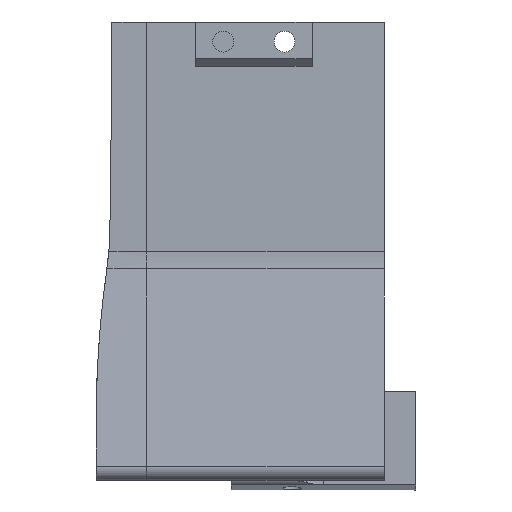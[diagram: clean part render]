
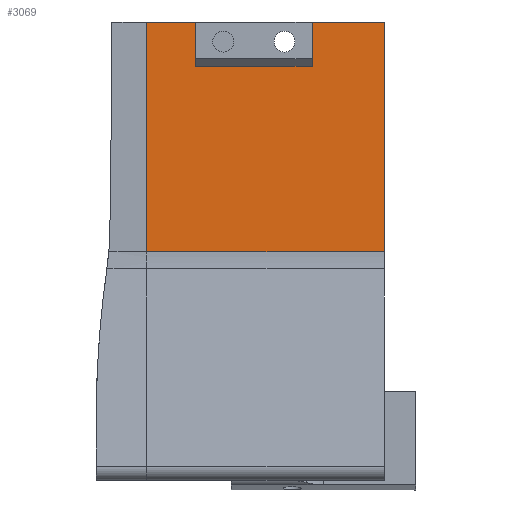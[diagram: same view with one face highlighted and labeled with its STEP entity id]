
A CAD part, top view. The second image highlights one B-rep face of the part: STEP entity #3069.
In plain terms, the highlighted face is planar.
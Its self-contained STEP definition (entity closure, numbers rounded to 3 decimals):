
#1045=PLANE('',#3258);
#1126=FACE_OUTER_BOUND('',#1238,.T.);
#1238=EDGE_LOOP('',(#2595,#2596,#2597,#2598,#2599,#2600,#2601,#2602));
#1408=LINE('',#4538,#1620);
#1410=LINE('',#4543,#1622);
#1414=LINE('',#4551,#1626);
#1425=LINE('',#4575,#1637);
#1426=LINE('',#4576,#1638);
#1427=LINE('',#4578,#1639);
#1428=LINE('',#4580,#1640);
#1429=LINE('',#4581,#1641);
#1620=VECTOR('',#3697,10.);
#1622=VECTOR('',#3703,10.);
#1626=VECTOR('',#3707,10.);
#1637=VECTOR('',#3726,10.);
#1638=VECTOR('',#3727,10.);
#1639=VECTOR('',#3728,10.);
#1640=VECTOR('',#3729,10.);
#1641=VECTOR('',#3730,10.);
#1989=VERTEX_POINT('',#4535);
#1990=VERTEX_POINT('',#4537);
#1991=VERTEX_POINT('',#4542);
#1994=VERTEX_POINT('',#4548);
#1995=VERTEX_POINT('',#4550);
#2004=VERTEX_POINT('',#4574);
#2005=VERTEX_POINT('',#4577);
#2006=VERTEX_POINT('',#4579);
#2214=EDGE_CURVE('',#1990,#1989,#1408,.T.);
#2217=EDGE_CURVE('',#1991,#1990,#1410,.T.);
#2221=EDGE_CURVE('',#1995,#1994,#1414,.T.);
#2235=EDGE_CURVE('',#2004,#1989,#1425,.T.);
#2236=EDGE_CURVE('',#1995,#2004,#1426,.T.);
#2237=EDGE_CURVE('',#1994,#2005,#1427,.T.);
#2238=EDGE_CURVE('',#2005,#2006,#1428,.T.);
#2239=EDGE_CURVE('',#2006,#1991,#1429,.T.);
#2595=ORIENTED_EDGE('',*,*,#2214,.T.);
#2596=ORIENTED_EDGE('',*,*,#2235,.F.);
#2597=ORIENTED_EDGE('',*,*,#2236,.F.);
#2598=ORIENTED_EDGE('',*,*,#2221,.T.);
#2599=ORIENTED_EDGE('',*,*,#2237,.T.);
#2600=ORIENTED_EDGE('',*,*,#2238,.T.);
#2601=ORIENTED_EDGE('',*,*,#2239,.T.);
#2602=ORIENTED_EDGE('',*,*,#2217,.T.);
#3069=ADVANCED_FACE('',(#1126),#1045,.F.);
#3258=AXIS2_PLACEMENT_3D('',#4573,#3724,#3725);
#3697=DIRECTION('',(0.,-1.,0.));
#3703=DIRECTION('',(0.,0.,1.));
#3707=DIRECTION('',(0.,0.,1.));
#3724=DIRECTION('center_axis',(-1.,0.,0.));
#3725=DIRECTION('ref_axis',(0.,-1.,0.));
#3726=DIRECTION('',(0.,0.,1.));
#3727=DIRECTION('',(0.,-1.,0.));
#3728=DIRECTION('',(0.,-1.,0.));
#3729=DIRECTION('',(0.,0.,1.));
#3730=DIRECTION('',(0.,1.,0.));
#4535=CARTESIAN_POINT('',(-7.,37.321,38.8));
#4537=CARTESIAN_POINT('',(-7.,74.8,38.8));
#4538=CARTESIAN_POINT('',(-7.,56.1,38.8));
#4542=CARTESIAN_POINT('',(-7.,74.8,30.8));
#4543=CARTESIAN_POINT('',(-7.,74.8,0.));
#4548=CARTESIAN_POINT('',(-7.,74.8,11.8));
#4550=CARTESIAN_POINT('',(-7.,74.8,0.));
#4551=CARTESIAN_POINT('',(-7.,74.8,0.));
#4573=CARTESIAN_POINT('Origin',(-7.,74.8,0.));
#4574=CARTESIAN_POINT('',(-7.,37.321,0.));
#4575=CARTESIAN_POINT('',(-7.,37.321,0.));
#4576=CARTESIAN_POINT('',(-7.,74.8,0.));
#4577=CARTESIAN_POINT('',(-7.,67.6,11.8));
#4578=CARTESIAN_POINT('',(-7.,71.425,11.8));
#4579=CARTESIAN_POINT('',(-7.,67.6,30.8));
#4580=CARTESIAN_POINT('',(-7.,67.6,15.4));
#4581=CARTESIAN_POINT('',(-7.,71.5,30.8));
